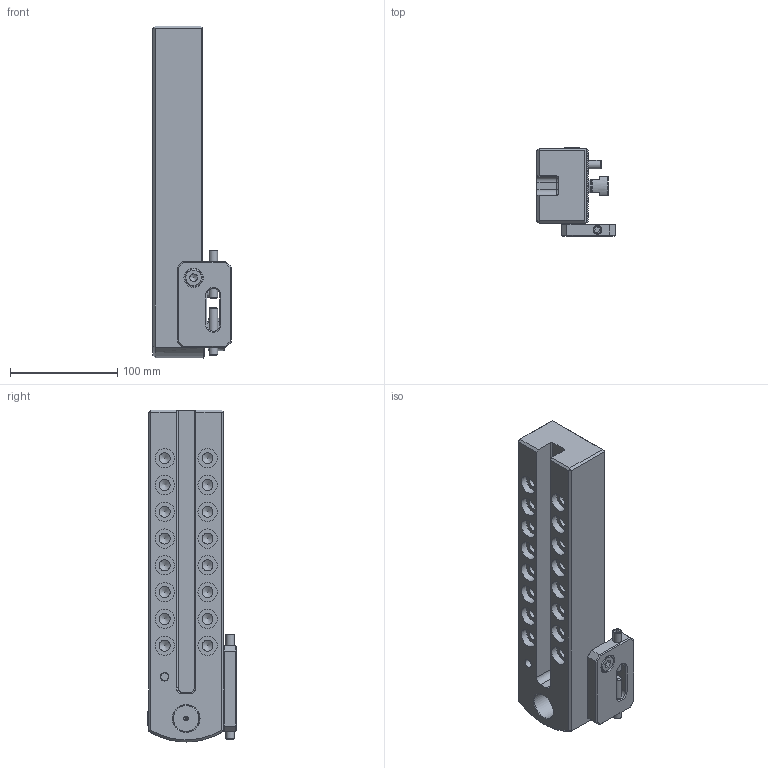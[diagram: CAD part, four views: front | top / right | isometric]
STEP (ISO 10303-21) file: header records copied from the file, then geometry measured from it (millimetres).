
FILE_DESCRIPTION (( 'STEP AP214' ), '1' );
FILE_NAME ('VK3.VK1.310.048.STEP', '2020-08-13T15:05:59', ( '' ), ( '' ), 'SwSTEP 2.0', 'SolidWorks 2017', '' );
FILE_SCHEMA (( 'AUTOMOTIVE_DESIGN' ));
Length unit declared in the file: millimetre
Products named in the file (13): VK1-ER7.001.012_B; VK1-ER7.001.012_mit langer Schraube; VK1-ER3.001.028_A; VK1-ER1.001.030_A; VK3-VK1.310.048_B; VK1-ER2.101.010_A; VK1-ER2.201.010_A_vorgespannt; ISO 4026 - M8 x 45; ISO 8734 - 6 x 12; VK3.VK1.310.048; ISO 4766 - M6x12_ISO 4766 - M6 x 10; DIN 7984 - M10 x 16; VK1-ER2.001.044_A
Assembly tree (15 placements, depth 3):
  VK3.VK1.310.048
    VK3-VK1.310.048_B
    VK1-ER2.201.010_A_vorgespannt
    VK1-ER2.101.010_A
    VK1-ER1.001.030_A
    VK1-ER2.001.044_A
    VK1-ER3.001.028_A
    VK1-ER7.001.012_mit langer Schraube
      VK1-ER7.001.012_B
      ISO 8734 - 6 x 12  x2
      ISO 4026 - M8 x 45  x2
      DIN 7984 - M10 x 16
      ISO 4766 - M6x12_ISO 4766 - M6 x 10  x2
Bounding box: 73 x 83 x 309.92 mm (x, y, z)
Volume: 873101.4 mm3; surface area: 145351.8 mm2
Topology: 14 solids, 14 shells, 519 faces, 1325 edges, 851 vertices
Faces by surface type: plane 314, cylinder 126, cone 66, torus 8, bspline 3, sphere 2
Full cylindrical faces by diameter (mm): 2 x2, 5 x2, 6 x6, 6.8 x3, 8 x4, 8.5 x1, 10 x1, 10.2 x16, 10.5 x1, 11 x1, 14 x1, 16 x2, 18 x17, 25 x2
Entity records: 18675 total; most frequent: CARTESIAN_POINT 5834, ORIENTED_EDGE 2254, DIRECTION 2113, EDGE_CURVE 1127, VERTEX_POINT 782, AXIS2_PLACEMENT_3D 774, EDGE_LOOP 637, VECTOR 565
